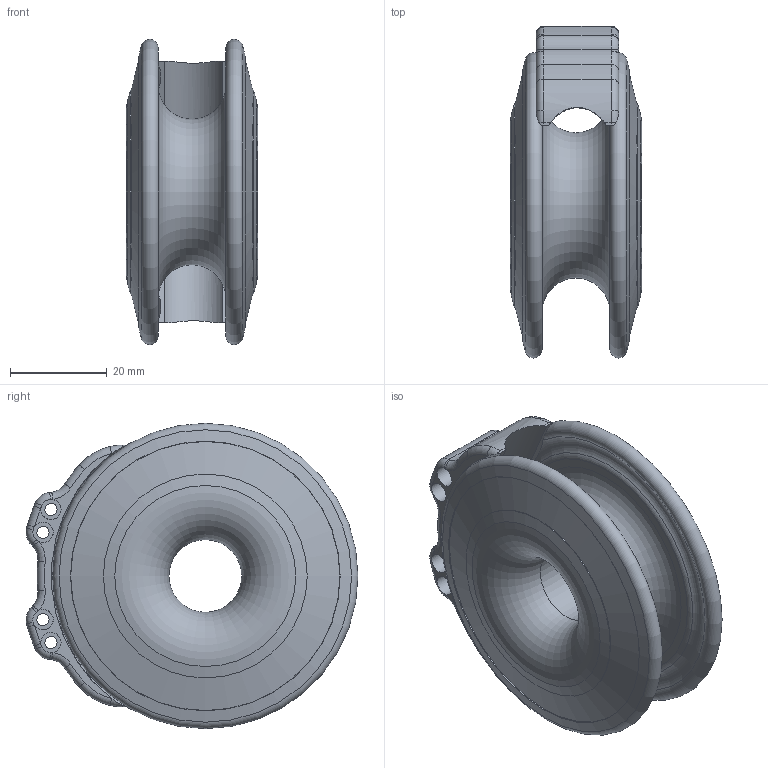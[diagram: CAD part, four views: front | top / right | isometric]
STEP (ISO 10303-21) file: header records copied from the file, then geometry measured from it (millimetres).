
FILE_DESCRIPTION(/* description */ (''),/* implementation_level */ '2;1');
FILE_NAME(/* name */ 'RR63.12.stp',/* time_stamp */ '2020-10-01T14:03:24+02:00',/* author */ ('lucade'),/* organization */ (''),/* preprocessor_version */ 'ST-DEVELOPER v18.1',/* originating_system */ 'Autodesk Inventor 2021',/* authorisation */ '');
FILE_SCHEMA (('AUTOMOTIVE_DESIGN { 1 0 10303 214 3 1 1 }'));
Length unit declared in the file: millimetre
Products named in the file (1): Parte1
Bounding box: 27.11 x 68.49 x 63 mm (x, y, z)
Volume: 42473.4 mm3; surface area: 17799.7 mm2
Topology: 2 solids, 2 shells, 134 faces, 322 edges, 192 vertices
Faces by surface type: torus 68, cylinder 36, plane 20, cone 10
Full cylindrical faces by diameter (mm): 2.5 x4, 4.2 x8, 15 x1
Entity records: 4147 total; most frequent: CARTESIAN_POINT 871, DIRECTION 769, ORIENTED_EDGE 648, AXIS2_PLACEMENT_3D 356, EDGE_CURVE 324, CIRCLE 213, VERTEX_POINT 196, EDGE_LOOP 146
